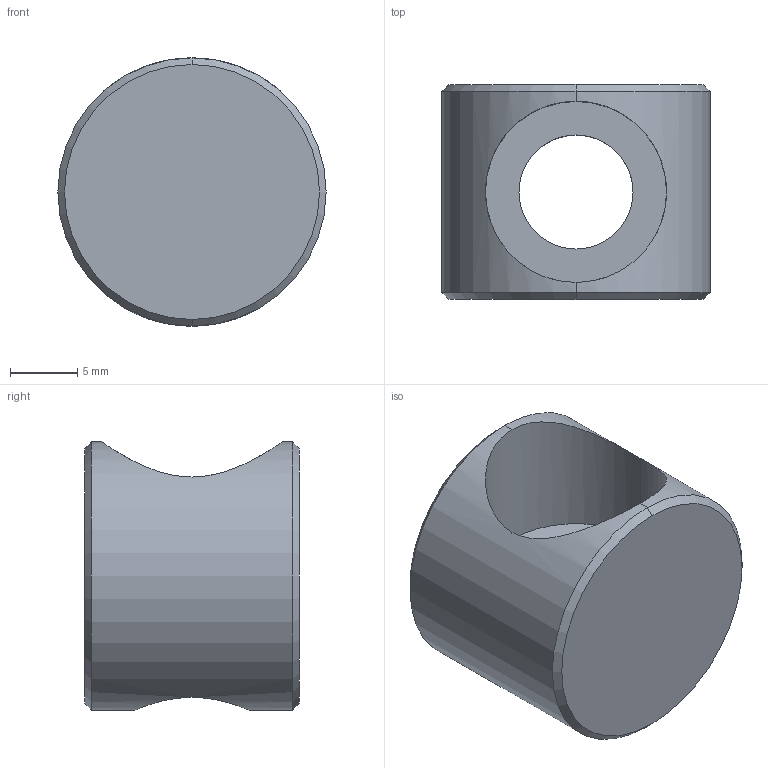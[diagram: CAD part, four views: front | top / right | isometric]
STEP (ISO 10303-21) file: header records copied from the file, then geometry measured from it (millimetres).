
FILE_DESCRIPTION (( 'STEP AP203' ), '1' );
FILE_NAME ('084.306.002.STEP', '2013-01-25T09:20:12', ( 'Alusic' ), ( 'Alusic' ), 'SwSTEP 2.0', 'SolidWorks 2011', '' );
FILE_SCHEMA (( 'CONFIG_CONTROL_DESIGN' ));
Length unit declared in the file: millimetre
Products named in the file (1): 084.306.002
Bounding box: 20 x 16 x 20 mm (x, y, z)
Volume: 3112.4 mm3; surface area: 2096.4 mm2
Topology: 1 solids, 1 shells, 13 faces, 32 edges, 20 vertices
Faces by surface type: cylinder 6, cone 4, plane 3
Entity records: 611 total; most frequent: CARTESIAN_POINT 226, DIRECTION 64, ORIENTED_EDGE 64, EDGE_CURVE 32, AXIS2_PLACEMENT_3D 26, VERTEX_POINT 20, EDGE_LOOP 14, FACE_OUTER_BOUND 13
